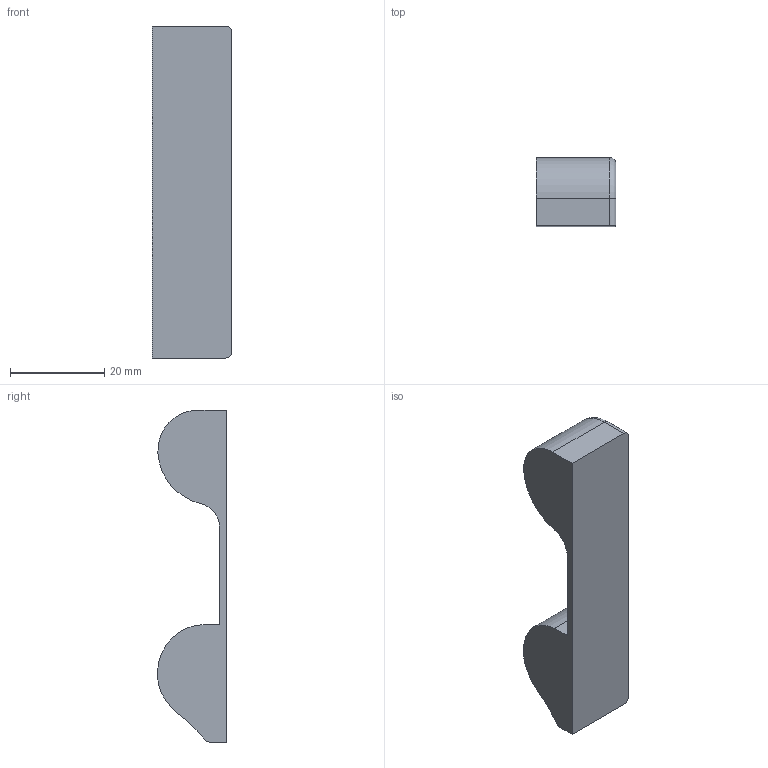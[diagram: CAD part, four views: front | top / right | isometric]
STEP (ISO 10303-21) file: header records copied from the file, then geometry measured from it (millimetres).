
FILE_DESCRIPTION(/* description */ (''),/* implementation_level */ '2;1');
FILE_NAME(/* name */ 'lowerBody.stp',/* time_stamp */ '2025-03-15T11:00:20+01:00',/* author */ ('Matte'),/* organization */ (''),/* preprocessor_version */ 'ST-DEVELOPER v20',/* originating_system */ 'Autodesk Inventor 2025',/* authorisation */ '');
FILE_SCHEMA (('AUTOMOTIVE_DESIGN { 1 0 10303 214 3 1 1 }'));
Length unit declared in the file: metre
Products named in the file (1): cad_Coupe_body
Bounding box: 16.95 x 14.61 x 70.41 mm (x, y, z)
Volume: 9668.9 mm3; surface area: 4044.1 mm2
Topology: 1 solids, 1 shells, 27 faces, 64 edges, 38 vertices
Faces by surface type: cylinder 12, torus 8, plane 6, bspline 1
Entity records: 897 total; most frequent: CARTESIAN_POINT 227, DIRECTION 142, ORIENTED_EDGE 126, EDGE_CURVE 63, AXIS2_PLACEMENT_3D 59, VERTEX_POINT 38, CIRCLE 32, FACE_OUTER_BOUND 27
